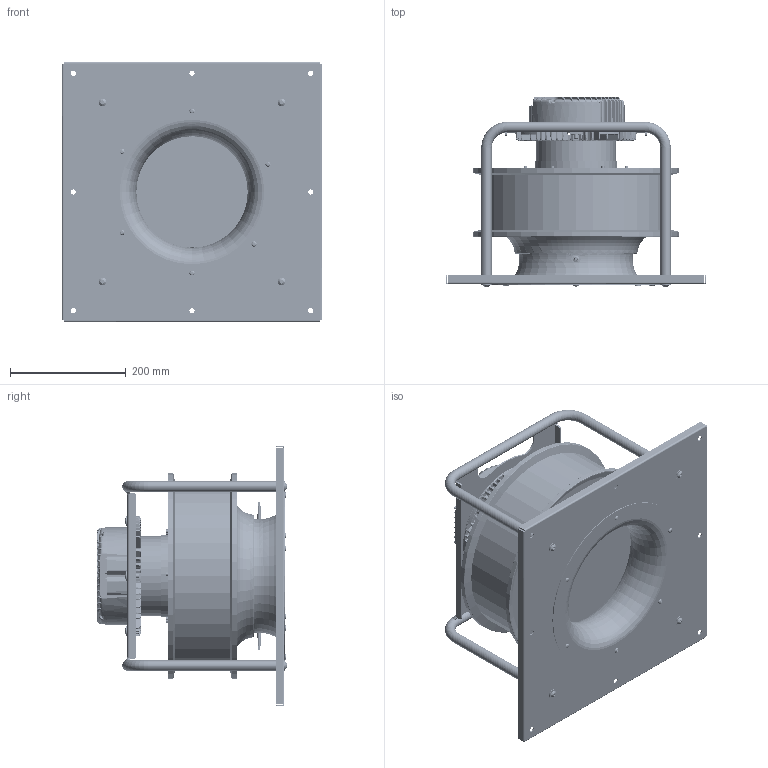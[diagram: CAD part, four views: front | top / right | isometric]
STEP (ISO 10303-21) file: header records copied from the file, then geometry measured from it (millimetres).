
FILE_DESCRIPTION((''),'2;1');
FILE_NAME('1200110_12321','2023-02-20T15:37:04',('mkulawiak'),(''),'CREO PARAMETRIC BY PTC INC, 2022014','CREO PARAMETRIC BY PTC INC, 2022014','');
FILE_SCHEMA(('CONFIG_CONTROL_DESIGN'));
Products named in the file (1): 1200110_12321
Bounding box: 450 x 327.83 x 450 mm (x, y, z)
Volume: 9436758 mm3; surface area: 1793946 mm2
Topology: 3 solids, 55 shells, 6290 faces, 18149 edges, 11357 vertices
Faces by surface type: cylinder 2277, plane 1799, bspline 1037, torus 798, cone 324, sphere 48, extrusion 5, revolution 2
Entity records: 288628 total; most frequent: CARTESIAN_POINT 140592, ORIENTED_EDGE 32106, DIRECTION 27013, EDGE_CURVE 18111, VERTEX_POINT 11358, AXIS2_PLACEMENT_3D 10643, B_SPLINE_CURVE_WITH_KNOTS 7000, EDGE_LOOP 6529
